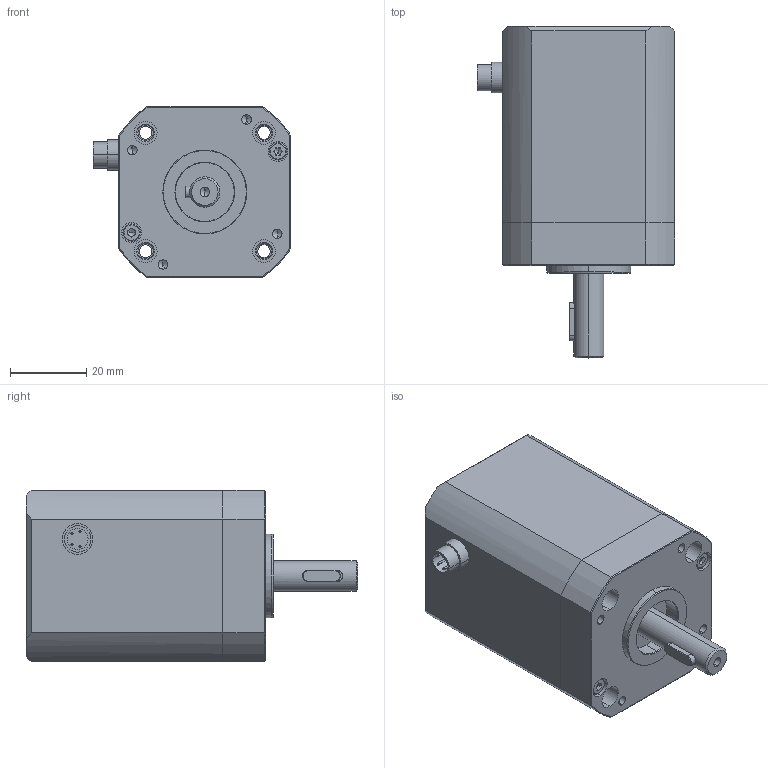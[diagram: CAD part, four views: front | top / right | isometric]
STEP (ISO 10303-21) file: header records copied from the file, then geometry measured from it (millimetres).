
FILE_DESCRIPTION (( 'STEP AP214' ), '1' );
FILE_NAME ('MAB17M-.50N01F35.STEP', '2021-10-26T11:23:48', ( '' ), ( '' ), 'SwSTEP 2.0', 'SolidWorks 2020', '' );
FILE_SCHEMA (( 'AUTOMOTIVE_DESIGN' ));
Length unit declared in the file: millimetre
Products named in the file (11): MM3671 R4 Flange for brake MIS17x_Solid; _klr_geschl_62310800; MM3677 R1 Ø8 Shaft for brake Ø635 MIS17x; 3x3x10 Key; HCTB42M-.50V01NAA 12_No  cable; socket head cap screw 4762_din_EN ISO 4762 M2.5 x 4 - 4N; socket head cap screw 4762_din_EN ISO 4762 M2.5 x 16 - 16N; M8 connector; MAB17M-.50N01F35; socket set screw flat point_din_DIN 913 - M8 x 8-N; MM3670 R4 Housing for brake MIS17x_SOLID
Assembly tree (10 placements, depth 2):
  MAB17M-.50N01F35
    HCTB42M-.50V01NAA 12_No  cable
    MM3670 R4 Housing for brake MIS17x_SOLID
    MM3671 R4 Flange for brake MIS17x_Solid
    socket set screw flat point_din_DIN 913 - M8 x 8-N
    M8 connector
    socket head cap screw 4762_din_EN ISO 4762 M2.5 x 4 - 4N
    socket head cap screw 4762_din_EN ISO 4762 M2.5 x 16 - 16N
    3x3x10 Key
    _klr_geschl_62310800
    MM3677 R1 Ø8 Shaft for brake Ø635 MIS17x
Bounding box: 51.7 x 86.9 x 45 mm (x, y, z)
Volume: 102921.3 mm3; surface area: 46443 mm2
Topology: 17 solids, 17 shells, 491 faces, 1166 edges, 731 vertices
Faces by surface type: cylinder 232, plane 164, cone 62, torus 29, bspline 4
Entity records: 15558 total; most frequent: CARTESIAN_POINT 3016, DIRECTION 2649, ORIENTED_EDGE 2288, EDGE_CURVE 1144, AXIS2_PLACEMENT_3D 1064, VERTEX_POINT 731, EDGE_LOOP 591, CIRCLE 564
